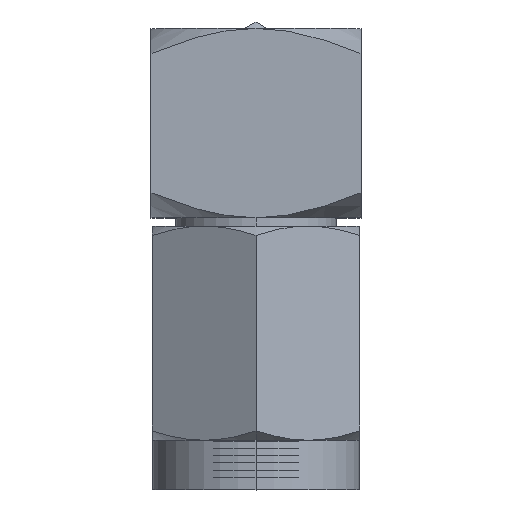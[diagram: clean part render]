
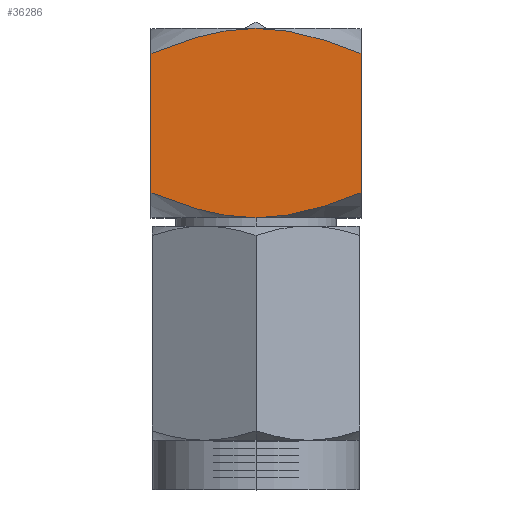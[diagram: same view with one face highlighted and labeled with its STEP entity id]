
A CAD part, top view. The second image highlights one B-rep face of the part: STEP entity #36286.
In plain terms, the highlighted face is planar.
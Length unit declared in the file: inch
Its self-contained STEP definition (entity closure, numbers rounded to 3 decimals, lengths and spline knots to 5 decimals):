
#3679 = CARTESIAN_POINT ( 'NONE',  ( -0.11396, 0.12635, -0.12635 ) ) ;
#4176 = CARTESIAN_POINT ( 'NONE',  ( 0.09953, 0.0854, -0.12635 ) ) ;
#5920 = CARTESIAN_POINT ( 'NONE',  ( -0.08375, 0.12635, -0.12635 ) ) ;
#6393 = EDGE_CURVE ( 'NONE', #102746, #100818, #68026, .T. ) ;
#6462 = EDGE_CURVE ( 'NONE', #24190, #102882, #34028, .T. ) ;
#7829 = CARTESIAN_POINT ( 'NONE',  ( 0.09948, -0.08556, -0.12635 ) ) ;
#8959 = CARTESIAN_POINT ( 'NONE',  ( -0.09199, 0.10615, -0.12635 ) ) ;
#10505 = VERTEX_POINT ( 'NONE', #15120 ) ;
#10624 = ORIENTED_EDGE ( 'NONE', *, *, #6393, .T. ) ;
#11722 = AXIS2_PLACEMENT_3D ( 'NONE', #109725, #41398, #61979 ) ;
#13959 = DIRECTION ( 'NONE',  ( -1., 0., 0. ) ) ;
#14495 = CARTESIAN_POINT ( 'NONE',  ( -0.09198, -0.10618, -0.12635 ) ) ;
#15068 = CARTESIAN_POINT ( 'NONE',  ( -0.08375, -0.12635, -0.12635 ) ) ;
#15120 = CARTESIAN_POINT ( 'NONE',  ( -0.11396, 0., -0.12635 ) ) ;
#15522 = CARTESIAN_POINT ( 'NONE',  ( 0.11396, 0., -0.12635 ) ) ;
#16977 = CARTESIAN_POINT ( 'NONE',  ( 0.08375, 0.12635, -0.12635 ) ) ;
#17750 = VECTOR ( 'NONE', #101717, 39.37008 ) ;
#21797 = CARTESIAN_POINT ( 'NONE',  ( 0.10775, -0.05405, -0.12635 ) ) ;
#22453 = CARTESIAN_POINT ( 'NONE',  ( -0.11396, -0.12635, -0.12635 ) ) ;
#24190 = VERTEX_POINT ( 'NONE', #74073 ) ;
#32345 = VECTOR ( 'NONE', #13959, 39.37008 ) ;
#33924 = CARTESIAN_POINT ( 'NONE',  ( -0.11001, -0.04344, -0.12635 ) ) ;
#34028 = LINE ( 'NONE', #3679, #32345 ) ;
#36106 = CARTESIAN_POINT ( 'NONE',  ( -0.11056, 0.04331, -0.12635 ) ) ;
#36286 = ADVANCED_FACE ( 'NONE', ( #107201 ), #86533, .F. ) ;
#36479 = CARTESIAN_POINT ( 'NONE',  ( 0.08375, -0.12635, -0.12635 ) ) ;
#38420 = B_SPLINE_CURVE_WITH_KNOTS ( 'NONE', 3,
 ( #122952, #92617, #122304, #33924, #113217, #82871, #14495, #65440 ),
 .UNSPECIFIED., .F., .F.,
 ( 4, 2, 2, 4 ),
 ( 0.01165, 0.01248, 0.0133, 0.01494 ),
 .UNSPECIFIED. ) ;
#41398 = DIRECTION ( 'NONE',  ( 0., 0., 1. ) ) ;
#43523 = CARTESIAN_POINT ( 'NONE',  ( 0.11056, 0.04331, -0.12635 ) ) ;
#44149 = CARTESIAN_POINT ( 'NONE',  ( 0.11396, 0.02192, -0.12635 ) ) ;
#45261 = CARTESIAN_POINT ( 'NONE',  ( 0.11001, -0.04344, -0.12635 ) ) ;
#49783 = B_SPLINE_CURVE_WITH_KNOTS ( 'NONE', 3,
 ( #16977, #56352, #4176, #43523, #44149, #122907 ),
 .UNSPECIFIED., .F., .F.,
 ( 4, 2, 4 ),
 ( 0.00834, 0.01, 0.01165 ),
 .UNSPECIFIED. ) ;
#50239 = CARTESIAN_POINT ( 'NONE',  ( 0.08375, -0.12635, -0.12635 ) ) ;
#50686 = CARTESIAN_POINT ( 'NONE',  ( 0.11396, 0., -0.12635 ) ) ;
#54927 = CARTESIAN_POINT ( 'NONE',  ( 0.11396, -0.01087, -0.12635 ) ) ;
#56352 = CARTESIAN_POINT ( 'NONE',  ( 0.09199, 0.10615, -0.12635 ) ) ;
#56709 = CARTESIAN_POINT ( 'NONE',  ( -0.09953, 0.0854, -0.12635 ) ) ;
#60463 = ORIENTED_EDGE ( 'NONE', *, *, #71935, .F. ) ;
#61979 = DIRECTION ( 'NONE',  ( 1., 0., 0. ) ) ;
#63803 = ORIENTED_EDGE ( 'NONE', *, *, #94403, .T. ) ;
#65440 = CARTESIAN_POINT ( 'NONE',  ( -0.08375, -0.12635, -0.12635 ) ) ;
#68026 = B_SPLINE_CURVE_WITH_KNOTS ( 'NONE', 3,
 ( #15522, #54927, #94280, #45261, #21797, #7829, #126544, #50239 ),
 .UNSPECIFIED., .F., .F.,
 ( 4, 2, 2, 4 ),
 ( 0.01165, 0.01248, 0.0133, 0.01494 ),
 .UNSPECIFIED. ) ;
#69155 = EDGE_CURVE ( 'NONE', #10505, #90622, #38420, .T. ) ;
#71935 = EDGE_CURVE ( 'NONE', #102882, #10505, #88584, .T. ) ;
#74073 = CARTESIAN_POINT ( 'NONE',  ( 0.08375, 0.12635, -0.12635 ) ) ;
#77211 = ORIENTED_EDGE ( 'NONE', *, *, #6462, .F. ) ;
#77896 = ORIENTED_EDGE ( 'NONE', *, *, #78008, .T. ) ;
#78008 = EDGE_CURVE ( 'NONE', #100818, #90622, #112714, .T. ) ;
#82871 = CARTESIAN_POINT ( 'NONE',  ( -0.09948, -0.08556, -0.12635 ) ) ;
#86533 = PLANE ( 'NONE',  #11722 ) ;
#88584 = B_SPLINE_CURVE_WITH_KNOTS ( 'NONE', 3,
 ( #105103, #8959, #56709, #36106, #106368, #125162 ),
 .UNSPECIFIED., .F., .F.,
 ( 4, 2, 4 ),
 ( 0.00834, 0.01, 0.01165 ),
 .UNSPECIFIED. ) ;
#90622 = VERTEX_POINT ( 'NONE', #15068 ) ;
#92617 = CARTESIAN_POINT ( 'NONE',  ( -0.11396, -0.01087, -0.12635 ) ) ;
#94264 = EDGE_LOOP ( 'NONE', ( #77211, #63803, #10624, #77896, #122420, #60463 ) ) ;
#94280 = CARTESIAN_POINT ( 'NONE',  ( 0.11312, -0.0219, -0.12635 ) ) ;
#94403 = EDGE_CURVE ( 'NONE', #24190, #102746, #49783, .T. ) ;
#100818 = VERTEX_POINT ( 'NONE', #36479 ) ;
#101717 = DIRECTION ( 'NONE',  ( -1., 0., 0. ) ) ;
#102746 = VERTEX_POINT ( 'NONE', #50686 ) ;
#102882 = VERTEX_POINT ( 'NONE', #5920 ) ;
#105103 = CARTESIAN_POINT ( 'NONE',  ( -0.08375, 0.12635, -0.12635 ) ) ;
#106368 = CARTESIAN_POINT ( 'NONE',  ( -0.11396, 0.02192, -0.12635 ) ) ;
#107201 = FACE_OUTER_BOUND ( 'NONE', #94264, .T. ) ;
#109725 = CARTESIAN_POINT ( 'NONE',  ( -0.11396, 0.12635, -0.12635 ) ) ;
#112714 = LINE ( 'NONE', #22453, #17750 ) ;
#113217 = CARTESIAN_POINT ( 'NONE',  ( -0.10775, -0.05405, -0.12635 ) ) ;
#122304 = CARTESIAN_POINT ( 'NONE',  ( -0.11312, -0.0219, -0.12635 ) ) ;
#122420 = ORIENTED_EDGE ( 'NONE', *, *, #69155, .F. ) ;
#122907 = CARTESIAN_POINT ( 'NONE',  ( 0.11396, 0., -0.12635 ) ) ;
#122952 = CARTESIAN_POINT ( 'NONE',  ( -0.11396, 0., -0.12635 ) ) ;
#125162 = CARTESIAN_POINT ( 'NONE',  ( -0.11396, 0., -0.12635 ) ) ;
#126544 = CARTESIAN_POINT ( 'NONE',  ( 0.09198, -0.10618, -0.12635 ) ) ;
